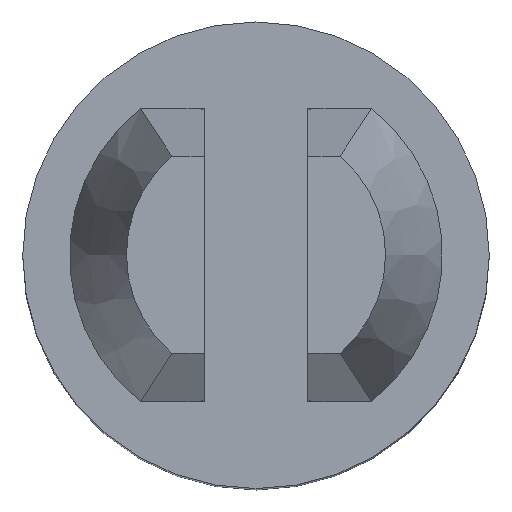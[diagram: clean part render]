
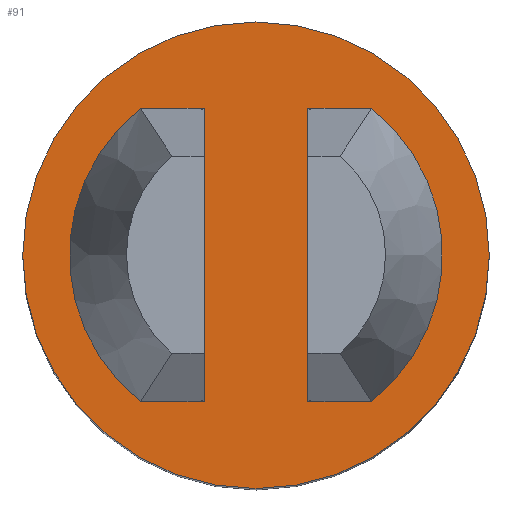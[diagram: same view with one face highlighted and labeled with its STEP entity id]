
A CAD part, top view. The second image highlights one B-rep face of the part: STEP entity #91.
In plain terms, the highlighted planar face has unit normal (0, 0, 1).
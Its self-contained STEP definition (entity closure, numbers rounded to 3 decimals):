
#91 = ADVANCED_FACE( '', ( #182, #183, #184 ), #185, .F. );
#182 = FACE_BOUND( '', #269, .T. );
#183 = FACE_BOUND( '', #270, .T. );
#184 = FACE_OUTER_BOUND( '', #271, .T. );
#185 = PLANE( '', #272 );
#269 = EDGE_LOOP( '', ( #455, #456 ) );
#270 = EDGE_LOOP( '', ( #457, #458 ) );
#271 = EDGE_LOOP( '', ( #459 ) );
#272 = AXIS2_PLACEMENT_3D( '', #460, #461, #462 );
#455 = ORIENTED_EDGE( '', *, *, #508, .T. );
#456 = ORIENTED_EDGE( '', *, *, #496, .T. );
#457 = ORIENTED_EDGE( '', *, *, #559, .T. );
#458 = ORIENTED_EDGE( '', *, *, #539, .F. );
#459 = ORIENTED_EDGE( '', *, *, #554, .F. );
#460 = CARTESIAN_POINT( '', ( -1.5, 0., 3.95 ) );
#461 = DIRECTION( '', ( 0., 0., -1. ) );
#462 = DIRECTION( '', ( -1., 0., 0. ) );
#496 = EDGE_CURVE( '', #575, #579, #581, .T. );
#508 = EDGE_CURVE( '', #579, #575, #600, .T. );
#539 = EDGE_CURVE( '', #644, #646, #647, .T. );
#554 = EDGE_CURVE( '', #664, #664, #665, .T. );
#559 = EDGE_CURVE( '', #644, #646, #670, .T. );
#575 = VERTEX_POINT( '', #698 );
#579 = VERTEX_POINT( '', #703 );
#581 = CIRCLE( '', #706, 1.5 );
#600 = LINE( '', #735, #736 );
#644 = VERTEX_POINT( '', #799 );
#646 = VERTEX_POINT( '', #802 );
#647 = LINE( '', #803, #804 );
#664 = VERTEX_POINT( '', #847 );
#665 = CIRCLE( '', #848, 2.25 );
#670 = CIRCLE( '', #853, 1.5 );
#698 = CARTESIAN_POINT( '', ( 0.5, 1.414, 3.95 ) );
#703 = CARTESIAN_POINT( '', ( 0.5, -1.414, 3.95 ) );
#706 = AXIS2_PLACEMENT_3D( '', #869, #870, #871 );
#735 = CARTESIAN_POINT( '', ( 0.5, -2.25, 3.95 ) );
#736 = VECTOR( '', #882, 1000. );
#799 = CARTESIAN_POINT( '', ( -0.5, -1.414, 3.95 ) );
#802 = CARTESIAN_POINT( '', ( -0.5, 1.414, 3.95 ) );
#803 = CARTESIAN_POINT( '', ( -0.5, -2.25, 3.95 ) );
#804 = VECTOR( '', #915, 1000. );
#847 = CARTESIAN_POINT( '', ( -2.25, 0., 3.95 ) );
#848 = AXIS2_PLACEMENT_3D( '', #918, #919, #920 );
#853 = AXIS2_PLACEMENT_3D( '', #927, #928, #929 );
#869 = CARTESIAN_POINT( '', ( 0., 0., 3.95 ) );
#870 = DIRECTION( '', ( 0., 0., -1. ) );
#871 = DIRECTION( '', ( -1., 0., 0. ) );
#882 = DIRECTION( '', ( 0., 1., 0. ) );
#915 = DIRECTION( '', ( 0., 1., 0. ) );
#918 = CARTESIAN_POINT( '', ( 0., 0., 3.95 ) );
#919 = DIRECTION( '', ( 0., 0., -1. ) );
#920 = DIRECTION( '', ( -1., 0., 0. ) );
#927 = CARTESIAN_POINT( '', ( 0., 0., 3.95 ) );
#928 = DIRECTION( '', ( 0., 0., -1. ) );
#929 = DIRECTION( '', ( -1., 0., 0. ) );
